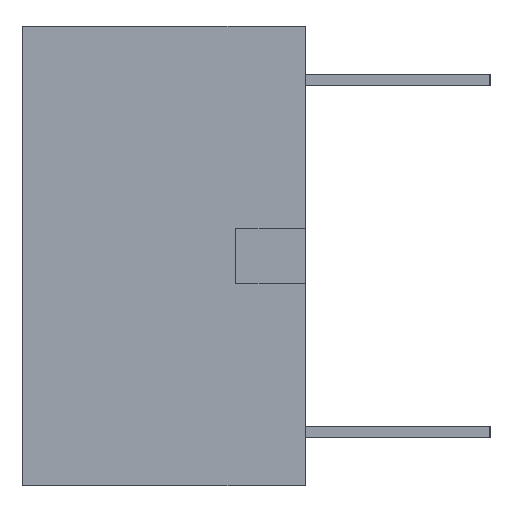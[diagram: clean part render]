
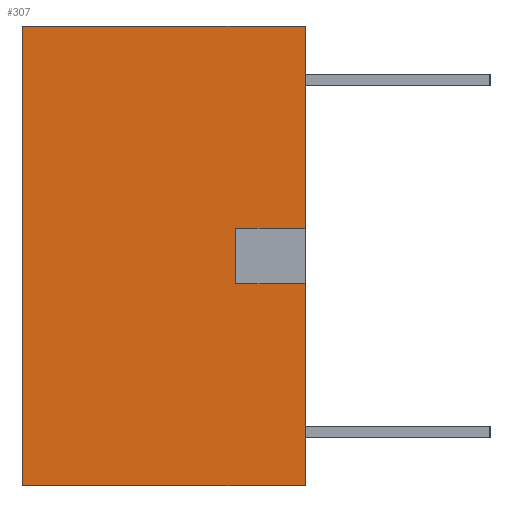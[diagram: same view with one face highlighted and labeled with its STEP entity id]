
A CAD part, left-side view. The second image highlights one B-rep face of the part: STEP entity #307.
In plain terms, the highlighted planar face has unit normal (-1, 0, 0).
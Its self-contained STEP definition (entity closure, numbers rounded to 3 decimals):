
#306 = ORIENTED_EDGE ( 'NONE', *, *, #1060, .F. ) ;
#307 = ADVANCED_FACE ( 'NONE', ( #4892 ), #5134, .T. ) ;
#310 = EDGE_LOOP ( 'NONE', ( #306, #1063, #1066, #983, #985, #986, #1047, #1048 ) ) ;
#983 = ORIENTED_EDGE ( 'NONE', *, *, #984, .T. ) ;
#984 = EDGE_CURVE ( 'NONE', #1068, #1025, #7136, .T. ) ;
#985 = ORIENTED_EDGE ( 'NONE', *, *, #1024, .T. ) ;
#986 = ORIENTED_EDGE ( 'NONE', *, *, #987, .F. ) ;
#987 = EDGE_CURVE ( 'NONE', #990, #1022, #7132, .T. ) ;
#989 = EDGE_CURVE ( 'NONE', #1016, #990, #7110, .T. ) ;
#990 = VERTEX_POINT ( 'NONE', #7106 ) ;
#1016 = VERTEX_POINT ( 'NONE', #7211 ) ;
#1022 = VERTEX_POINT ( 'NONE', #7202 ) ;
#1024 = EDGE_CURVE ( 'NONE', #1025, #1022, #7201, .T. ) ;
#1025 = VERTEX_POINT ( 'NONE', #7197 ) ;
#1047 = ORIENTED_EDGE ( 'NONE', *, *, #989, .F. ) ;
#1048 = ORIENTED_EDGE ( 'NONE', *, *, #1049, .T. ) ;
#1049 = EDGE_CURVE ( 'NONE', #1016, #1062, #7256, .T. ) ;
#1060 = EDGE_CURVE ( 'NONE', #1061, #1062, #7337, .T. ) ;
#1061 = VERTEX_POINT ( 'NONE', #7333 ) ;
#1062 = VERTEX_POINT ( 'NONE', #7332 ) ;
#1063 = ORIENTED_EDGE ( 'NONE', *, *, #1064, .T. ) ;
#1064 = EDGE_CURVE ( 'NONE', #1061, #1065, #7331, .T. ) ;
#1065 = VERTEX_POINT ( 'NONE', #7327 ) ;
#1066 = ORIENTED_EDGE ( 'NONE', *, *, #1067, .T. ) ;
#1067 = EDGE_CURVE ( 'NONE', #1065, #1068, #7326, .T. ) ;
#1068 = VERTEX_POINT ( 'NONE', #7322 ) ;
#4892 = FACE_OUTER_BOUND ( 'NONE', #310, .T. ) ;
#5130 = DIRECTION ( 'NONE',  ( 0., 0., 1. ) ) ;
#5131 = DIRECTION ( 'NONE',  ( -1., 0., 0. ) ) ;
#5132 = CARTESIAN_POINT ( 'NONE',  ( -10.02, -6.12, 0. ) ) ;
#5133 = AXIS2_PLACEMENT_3D ( 'NONE', #5132, #5131, #5130 ) ;
#5134 = PLANE ( 'NONE',  #5133 ) ;
#7106 = CARTESIAN_POINT ( 'NONE',  ( -10.02, 0., -4.97 ) ) ;
#7107 = DIRECTION ( 'NONE',  ( 0., 1., 0. ) ) ;
#7108 = VECTOR ( 'NONE', #7107, 1000. ) ;
#7109 = CARTESIAN_POINT ( 'NONE',  ( -10.02, -6.12, -4.97 ) ) ;
#7110 = LINE ( 'NONE', #7109, #7108 ) ;
#7111 = DIRECTION ( 'NONE',  ( 0., 0., 1. ) ) ;
#7112 = VECTOR ( 'NONE', #7111, 1000. ) ;
#7113 = CARTESIAN_POINT ( 'NONE',  ( -10.02, 0., 0. ) ) ;
#7132 = LINE ( 'NONE', #7113, #7112 ) ;
#7133 = DIRECTION ( 'NONE',  ( 0., 0., 1. ) ) ;
#7134 = VECTOR ( 'NONE', #7133, 1000. ) ;
#7135 = CARTESIAN_POINT ( 'NONE',  ( -10.02, -6.12, 0. ) ) ;
#7136 = LINE ( 'NONE', #7135, #7134 ) ;
#7197 = CARTESIAN_POINT ( 'NONE',  ( -10.02, -6.12, 4.97 ) ) ;
#7198 = DIRECTION ( 'NONE',  ( 0., 1., 0. ) ) ;
#7199 = VECTOR ( 'NONE', #7198, 1000. ) ;
#7200 = CARTESIAN_POINT ( 'NONE',  ( -10.02, -6.12, 4.97 ) ) ;
#7201 = LINE ( 'NONE', #7200, #7199 ) ;
#7202 = CARTESIAN_POINT ( 'NONE',  ( -10.02, 0., 4.97 ) ) ;
#7211 = CARTESIAN_POINT ( 'NONE',  ( -10.02, -6.12, -4.97 ) ) ;
#7256 = LINE ( 'NONE', #7306, #7305 ) ;
#7304 = DIRECTION ( 'NONE',  ( 0., 0., 1. ) ) ;
#7305 = VECTOR ( 'NONE', #7304, 1000. ) ;
#7306 = CARTESIAN_POINT ( 'NONE',  ( -10.02, -6.12, 0. ) ) ;
#7322 = CARTESIAN_POINT ( 'NONE',  ( -10.02, -6.12, 0.6 ) ) ;
#7323 = DIRECTION ( 'NONE',  ( 0., -1., 0. ) ) ;
#7324 = VECTOR ( 'NONE', #7323, 1000. ) ;
#7325 = CARTESIAN_POINT ( 'NONE',  ( -10.02, -12.281, 0.6 ) ) ;
#7326 = LINE ( 'NONE', #7325, #7324 ) ;
#7327 = CARTESIAN_POINT ( 'NONE',  ( -10.02, -4.62, 0.6 ) ) ;
#7328 = DIRECTION ( 'NONE',  ( 0., 0., 1. ) ) ;
#7329 = VECTOR ( 'NONE', #7328, 1000. ) ;
#7330 = CARTESIAN_POINT ( 'NONE',  ( -10.02, -4.62, 0. ) ) ;
#7331 = LINE ( 'NONE', #7330, #7329 ) ;
#7332 = CARTESIAN_POINT ( 'NONE',  ( -10.02, -6.12, -0.6 ) ) ;
#7333 = CARTESIAN_POINT ( 'NONE',  ( -10.02, -4.62, -0.6 ) ) ;
#7334 = DIRECTION ( 'NONE',  ( 0., -1., 0. ) ) ;
#7335 = VECTOR ( 'NONE', #7334, 1000. ) ;
#7336 = CARTESIAN_POINT ( 'NONE',  ( -10.02, -12.281, -0.6 ) ) ;
#7337 = LINE ( 'NONE', #7336, #7335 ) ;
